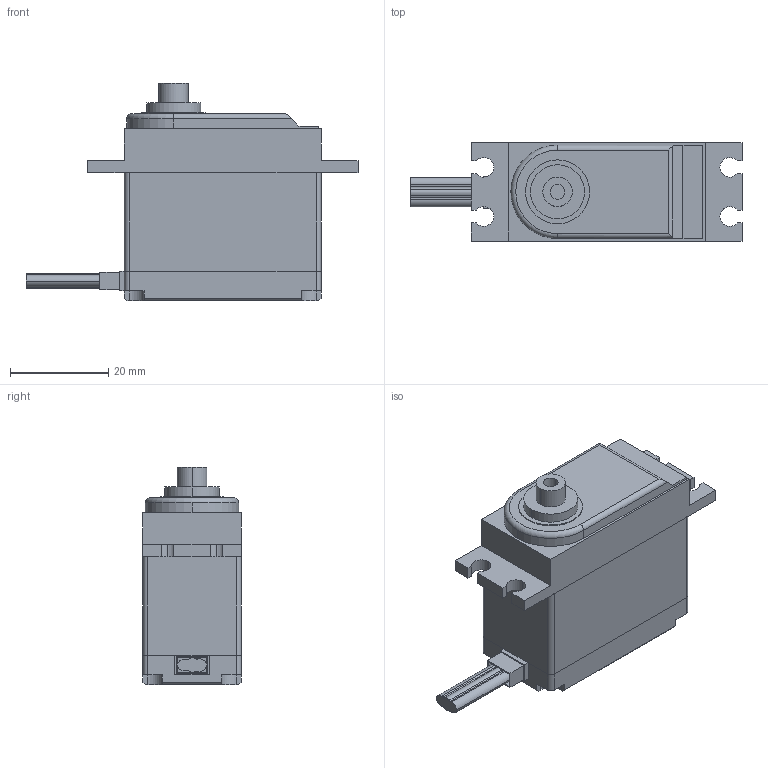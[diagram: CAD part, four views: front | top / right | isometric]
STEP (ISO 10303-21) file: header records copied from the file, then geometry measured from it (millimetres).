
FILE_DESCRIPTION (( 'STEP AP214' ), '1' );
FILE_NAME ('嗆儂.ST', '2024-02-27T12:00:10', ( '' ), ( '' ), 'SwSTEP 2.0', 'SolidWorks 2023', '' );
FILE_SCHEMA (( 'AUTOMOTIVE_DESIGN' ));
Length unit declared in the file: millimetre
Products named in the file (1): 舵机
Bounding box: 67.5 x 20 x 44.2 mm (x, y, z)
Volume: 30902.3 mm3; surface area: 7312.8 mm2
Topology: 2 solids, 2 shells, 122 faces, 317 edges, 206 vertices
Faces by surface type: plane 75, cylinder 46, torus 1
Entity records: 3750 total; most frequent: CARTESIAN_POINT 658, DIRECTION 644, ORIENTED_EDGE 634, EDGE_CURVE 317, VECTOR 228, LINE 228, AXIS2_PLACEMENT_3D 208, VERTEX_POINT 206
